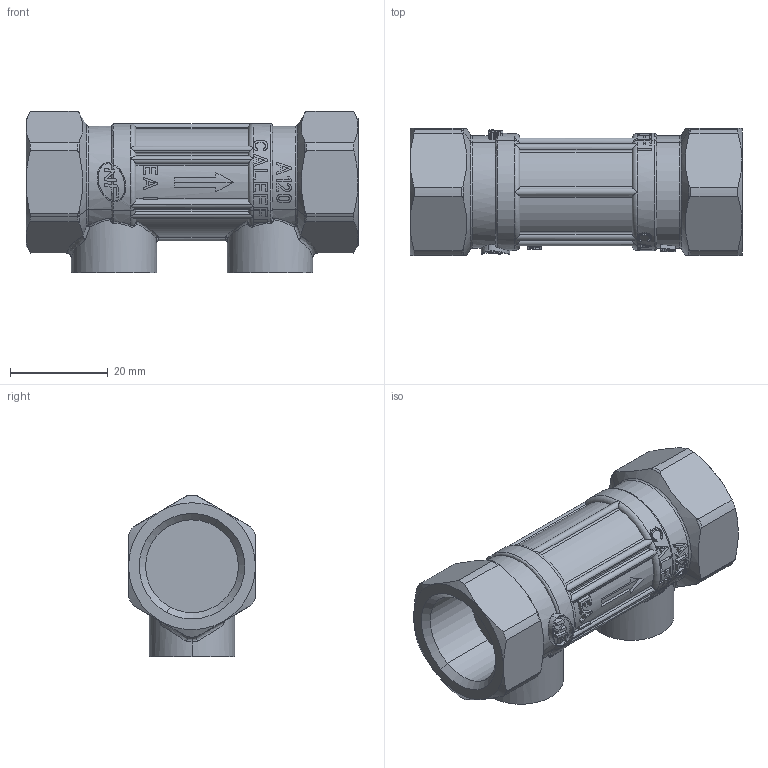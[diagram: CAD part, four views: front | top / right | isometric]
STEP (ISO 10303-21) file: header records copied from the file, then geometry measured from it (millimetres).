
FILE_DESCRIPTION(('CATIA V5 STEP Exchange','CAx-IF Rec.Pracs.--- Model Styling and Organization---1.2---2011-12-15'),'2;1');
FILE_NAME('304740 (STP).stp','2016-12-02T12:39:26+00:00',('none'),('none'),'CATIA Version 5-6 Release 2014 SP5','CATIA V5 STEP AP214','none');
FILE_SCHEMA(('AUTOMOTIVE_DESIGN { 1 0 10303 214 1 1 1 1 }'));
Length unit declared in the file: millimetre
Products named in the file (1): 304740 - TST
Bounding box: 68 x 26 x 33 mm (x, y, z)
Volume: 26642.8 mm3; surface area: 9865.9 mm2
Topology: 1 solids, 1 shells, 719 faces, 1975 edges, 1266 vertices
Faces by surface type: plane 241, extrusion 195, cylinder 138, torus 69, bspline 44, cone 28, sphere 4
Entity records: 27329 total; most frequent: CARTESIAN_POINT 11206, ORIENTED_EDGE 3930, EDGE_CURVE 1965, DIRECTION 1806, VERTEX_POINT 1266, B_SPLINE_CURVE_WITH_KNOTS 1040, VECTOR 878, EDGE_LOOP 737
